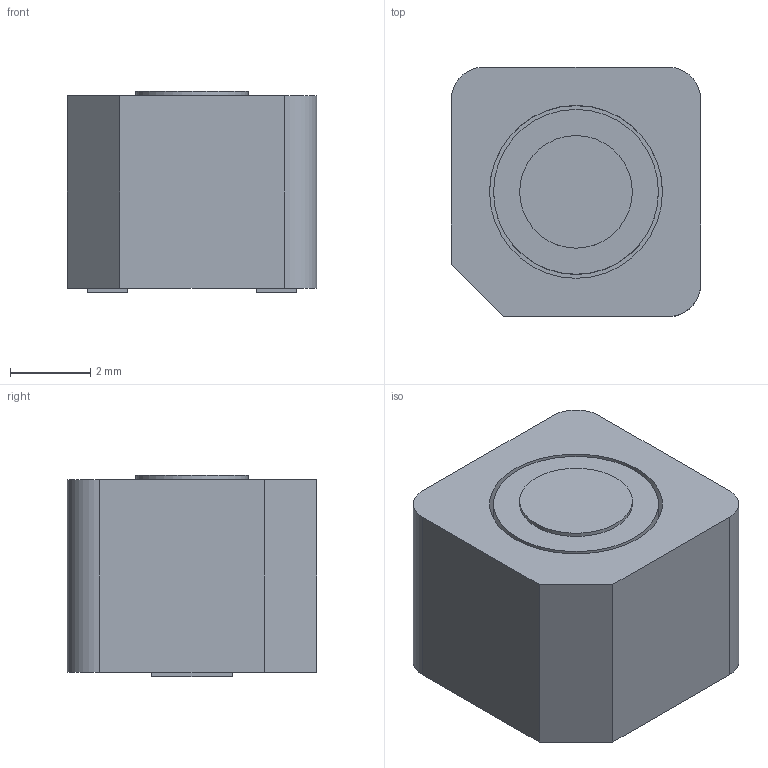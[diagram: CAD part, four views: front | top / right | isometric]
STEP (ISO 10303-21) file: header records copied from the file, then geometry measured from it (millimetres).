
FILE_DESCRIPTION(/* description */ ('','CAx-IF Rec.Pracs.---Representation and Presentation of Product Manufacturing Information (PMI)---4.0---2014-10-13'),/* implementation_level */ '2;1');
FILE_NAME(/* name */ 'MBH6045C.step',/* time_stamp */ '2020-02-28T17:26:13+03:00',/* author */ ('Andre'),/* organization */ (''),/* preprocessor_version */ 'ST-DEVELOPER v18',/* originating_system */ 'Autodesk Inventor 2020',/* authorisation */ '');
FILE_SCHEMA (('AP242_MANAGED_MODEL_BASED_3D_ENGINEERING_MIM_LF { 1 0 10303 442 1 1 4 }'));
Length unit declared in the file: millimetre
Products named in the file (1): Деталь1
Bounding box: 6.2 x 6.2 x 5 mm (x, y, z)
Volume: 174.2 mm3; surface area: 292.4 mm2
Topology: 1 solids, 1 shells, 26 faces, 79 edges, 72 vertices
Faces by surface type: plane 20, cylinder 6
Full cylindrical faces by diameter (mm): 2.8 x1, 4.1 x1, 4.3 x1
Entity records: 1053 total; most frequent: CARTESIAN_POINT 179, DIRECTION 169, ORIENTED_EDGE 126, EDGE_CURVE 63, AXIS2_PLACEMENT_3D 62, STYLED_ITEM 49, LINE 45, VECTOR 45
